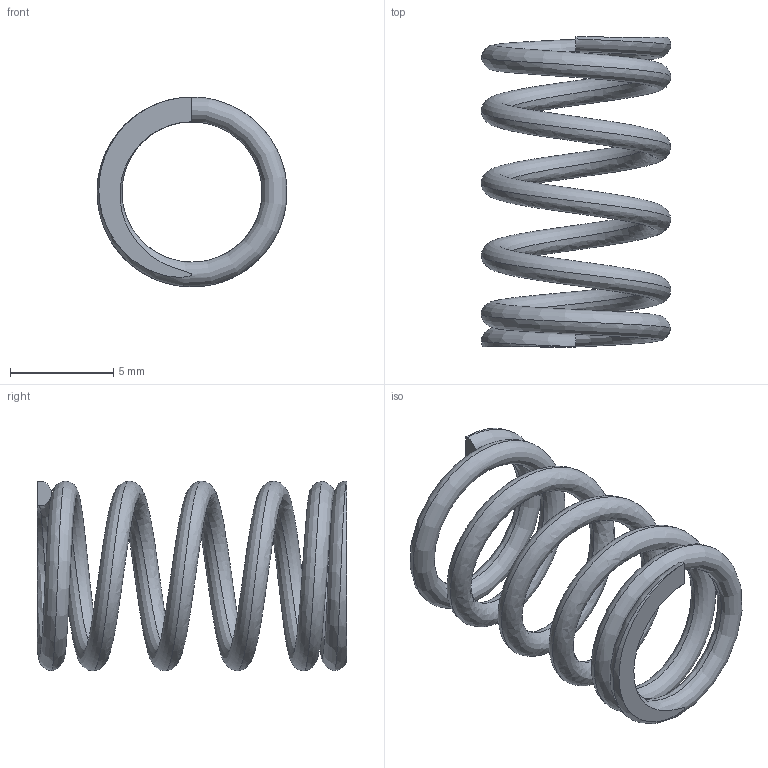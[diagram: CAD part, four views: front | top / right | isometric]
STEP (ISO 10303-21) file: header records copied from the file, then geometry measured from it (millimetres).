
FILE_DESCRIPTION (( 'STEP AP214' ), '1' );
FILE_NAME ('1152-B2P-B.STEP', '2015-10-12T08:17:30', ( '' ), ( '' ), 'SwSTEP 2.0', 'SolidWorks 2015', '' );
FILE_SCHEMA (( 'AUTOMOTIVE_DESIGN' ));
Length unit declared in the file: millimetre
Products named in the file (1): 1152-B2P-B
Bounding box: 9.2 x 15 x 9.2 mm (x, y, z)
Volume: 165.5 mm3; surface area: 562.4 mm2
Topology: 1 solids, 1 shells, 6 faces, 10 edges, 6 vertices
Faces by surface type: plane 4, bspline 2
Entity records: 2818 total; most frequent: CARTESIAN_POINT 2679, DIRECTION 20, ORIENTED_EDGE 20, EDGE_CURVE 10, AXIS2_PLACEMENT_3D 9, EDGE_LOOP 6, VERTEX_POINT 6, ADVANCED_FACE 6
